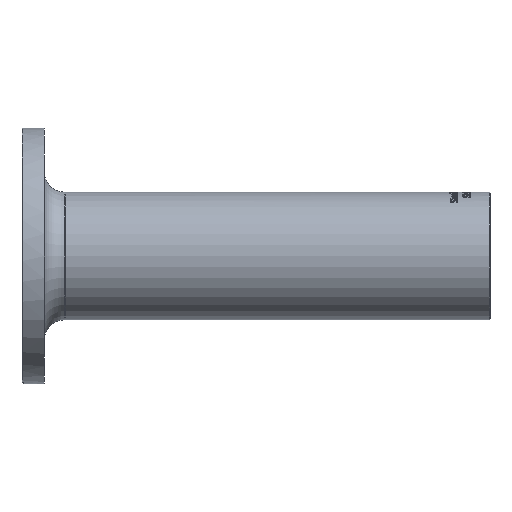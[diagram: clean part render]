
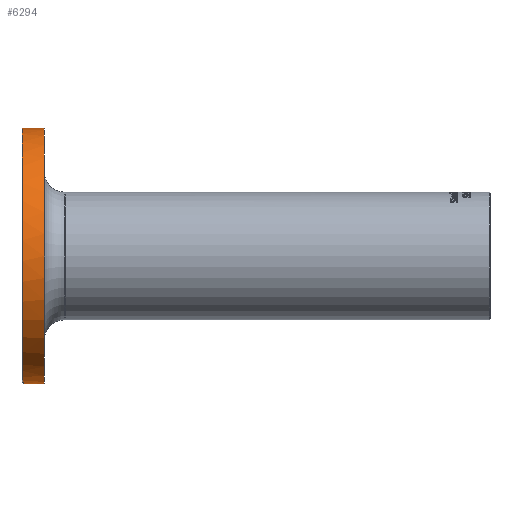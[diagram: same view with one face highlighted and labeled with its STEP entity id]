
A CAD part, front view. The second image highlights one B-rep face of the part: STEP entity #6294.
In plain terms, the highlighted cylindrical face has radius 19.05 mm (diameter 38.1 mm), a full revolution.
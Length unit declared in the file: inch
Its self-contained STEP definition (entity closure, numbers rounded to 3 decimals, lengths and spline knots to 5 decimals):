
#113=FACE_BOUND('',#1163,.T.);
#768=FACE_OUTER_BOUND('',#1162,.T.);
#1162=EDGE_LOOP('',(#5869,#5870));
#1163=EDGE_LOOP('',(#5871));
#1326=CIRCLE('',#6701,0.75);
#1327=CIRCLE('',#6703,0.75);
#2467=B_SPLINE_CURVE_WITH_KNOTS('',3,(#14680,#14681,#14682,#14683,#14684,
#14685,#14686,#14687,#14688,#14689,#14690,#14691,#14692,#14693,#14694,#14695,
#14696,#14697,#14698,#14699,#14700,#14701,#14702,#14703,#14704,#14705,#14706,
#14707,#14708,#14709,#14710,#14711,#14712,#14713,#14714,#14715,#14716,#14717,
#14718,#14719,#14720,#14721,#14722,#14723,#14724,#14725,#14726,#14727,#14728,
#14729,#14730,#14731,#14732,#14733,#14734,#14735,#14736,#14737,#14738,#14739,
#14740,#14741,#14742,#14743,#14744,#14745,#14746,#14747,#14748,#14749),
 .UNSPECIFIED.,.F.,.F.,(4,3,3,3,3,3,3,3,3,3,3,3,3,3,3,3,3,3,3,3,3,3,3,4),
(0.,0.47693,0.7461,0.95335,1.50018,
1.90723,2.12547,2.25625,2.86107,3.01988,
3.77338,3.81432,4.51855,4.76776,4.79666,
5.25587,5.7215,5.98475,6.67477,6.70338,
7.4078,7.62753,7.84501,8.23157),
 .UNSPECIFIED.);
#3089=VERTEX_POINT('',#13638);
#3090=VERTEX_POINT('',#14678);
#3091=VERTEX_POINT('',#14679);
#4016=EDGE_CURVE('',#3089,#3089,#1326,.T.);
#4017=EDGE_CURVE('',#3090,#3091,#2467,.T.);
#4023=EDGE_CURVE('',#3091,#3090,#1327,.T.);
#5869=ORIENTED_EDGE('',*,*,#4017,.T.);
#5870=ORIENTED_EDGE('',*,*,#4023,.T.);
#5871=ORIENTED_EDGE('',*,*,#4016,.F.);
#5922=CYLINDRICAL_SURFACE('',#6702,0.75);
#6294=ADVANCED_FACE('',(#768,#113),#5922,.T.);
#6701=AXIS2_PLACEMENT_3D('',#13639,#7929,#7930);
#6702=AXIS2_PLACEMENT_3D('',#15518,#7931,#7932);
#6703=AXIS2_PLACEMENT_3D('',#15519,#7933,#7934);
#7929=DIRECTION('center_axis',(1.,0.,0.));
#7930=DIRECTION('ref_axis',(0.,1.,0.));
#7931=DIRECTION('center_axis',(1.,0.,0.));
#7932=DIRECTION('ref_axis',(0.,1.,0.));
#7933=DIRECTION('center_axis',(1.,0.,0.));
#7934=DIRECTION('ref_axis',(0.,1.,0.));
#13638=CARTESIAN_POINT('',(0.13,0.75,0.));
#13639=CARTESIAN_POINT('Origin',(0.13,0.,0.));
#14678=CARTESIAN_POINT('',(0.,-0.67573,0.32541));
#14679=CARTESIAN_POINT('',(0.,0.5648,0.49345));
#14680=CARTESIAN_POINT('Ctrl Pts',(0.,-0.67573,
0.32541));
#14681=CARTESIAN_POINT('Ctrl Pts',(0.00062,-0.70288,
0.26902));
#14682=CARTESIAN_POINT('Ctrl Pts',(0.00114,-0.72277,
0.20959));
#14683=CARTESIAN_POINT('Ctrl Pts',(0.0016,-0.73513,
0.1485));
#14684=CARTESIAN_POINT('Ctrl Pts',(0.00186,-0.7421,
0.11403));
#14685=CARTESIAN_POINT('Ctrl Pts',(0.0021,-0.74666,
0.07903));
#14686=CARTESIAN_POINT('Ctrl Pts',(0.00233,-0.74875,
0.04377));
#14687=CARTESIAN_POINT('Ctrl Pts',(0.00251,-0.75035,
0.01661));
#14688=CARTESIAN_POINT('Ctrl Pts',(0.00267,-0.75048,
-0.01055));
#14689=CARTESIAN_POINT('Ctrl Pts',(0.00283,-0.74911,
-0.03761));
#14690=CARTESIAN_POINT('Ctrl Pts',(0.00324,-0.7455,
-0.109));
#14691=CARTESIAN_POINT('Ctrl Pts',(0.0036,-0.73158,
-0.17963));
#14692=CARTESIAN_POINT('Ctrl Pts',(0.00391,-0.70794,
-0.2474));
#14693=CARTESIAN_POINT('Ctrl Pts',(0.00415,-0.69035,
-0.29784));
#14694=CARTESIAN_POINT('Ctrl Pts',(0.00436,-0.66753,
-0.34616));
#14695=CARTESIAN_POINT('Ctrl Pts',(0.00455,-0.6398,
-0.39149));
#14696=CARTESIAN_POINT('Ctrl Pts',(0.00465,-0.62493,
-0.41579));
#14697=CARTESIAN_POINT('Ctrl Pts',(0.00474,-0.60864,
-0.43924));
#14698=CARTESIAN_POINT('Ctrl Pts',(0.00483,-0.59104,
-0.46172));
#14699=CARTESIAN_POINT('Ctrl Pts',(0.00488,-0.58049,
-0.4752));
#14700=CARTESIAN_POINT('Ctrl Pts',(0.00494,-0.56946,
-0.48833));
#14701=CARTESIAN_POINT('Ctrl Pts',(0.00498,-0.55798,
-0.50109));
#14702=CARTESIAN_POINT('Ctrl Pts',(0.00521,-0.5049,
-0.56012));
#14703=CARTESIAN_POINT('Ctrl Pts',(0.0054,-0.44298,
-0.61042));
#14704=CARTESIAN_POINT('Ctrl Pts',(0.00555,-0.37445,
-0.64991));
#14705=CARTESIAN_POINT('Ctrl Pts',(0.00559,-0.35645,
-0.66028));
#14706=CARTESIAN_POINT('Ctrl Pts',(0.00562,-0.338,
-0.6699));
#14707=CARTESIAN_POINT('Ctrl Pts',(0.00566,-0.31913,
-0.67874));
#14708=CARTESIAN_POINT('Ctrl Pts',(0.00582,-0.22961,
-0.72072));
#14709=CARTESIAN_POINT('Ctrl Pts',(0.00592,-0.13266,
-0.74479));
#14710=CARTESIAN_POINT('Ctrl Pts',(0.00597,-0.03391,
-0.7493));
#14711=CARTESIAN_POINT('Ctrl Pts',(0.00597,-0.02854,
-0.74954));
#14712=CARTESIAN_POINT('Ctrl Pts',(0.00597,-0.02318,
-0.74973));
#14713=CARTESIAN_POINT('Ctrl Pts',(0.00598,-0.01781,
-0.74986));
#14714=CARTESIAN_POINT('Ctrl Pts',(0.00602,0.07447,
-0.75205));
#14715=CARTESIAN_POINT('Ctrl Pts',(0.00601,0.16644,
-0.73701));
#14716=CARTESIAN_POINT('Ctrl Pts',(0.00596,0.25346,
-0.70586));
#14717=CARTESIAN_POINT('Ctrl Pts',(0.00594,0.28425,
-0.69484));
#14718=CARTESIAN_POINT('Ctrl Pts',(0.00592,0.31423,
-0.68185));
#14719=CARTESIAN_POINT('Ctrl Pts',(0.00588,0.34318,
-0.66696));
#14720=CARTESIAN_POINT('Ctrl Pts',(0.00588,0.34654,
-0.66523));
#14721=CARTESIAN_POINT('Ctrl Pts',(0.00588,0.34988,
-0.66347));
#14722=CARTESIAN_POINT('Ctrl Pts',(0.00587,0.35321,
-0.6617));
#14723=CARTESIAN_POINT('Ctrl Pts',(0.00581,0.40612,
-0.63343));
#14724=CARTESIAN_POINT('Ctrl Pts',(0.00573,0.45553,
-0.59877));
#14725=CARTESIAN_POINT('Ctrl Pts',(0.00563,0.50043,
-0.55855));
#14726=CARTESIAN_POINT('Ctrl Pts',(0.00552,0.54595,
-0.51777));
#14727=CARTESIAN_POINT('Ctrl Pts',(0.0054,0.5863,
-0.47174));
#14728=CARTESIAN_POINT('Ctrl Pts',(0.00525,0.62048,
-0.42142));
#14729=CARTESIAN_POINT('Ctrl Pts',(0.00516,0.6398,
-0.39297));
#14730=CARTESIAN_POINT('Ctrl Pts',(0.00507,0.65715,
-0.36313));
#14731=CARTESIAN_POINT('Ctrl Pts',(0.00497,0.67242,
-0.33214));
#14732=CARTESIAN_POINT('Ctrl Pts',(0.0047,0.71244,
-0.25091));
#14733=CARTESIAN_POINT('Ctrl Pts',(0.00439,0.73766,
-0.16317));
#14734=CARTESIAN_POINT('Ctrl Pts',(0.004,0.74648,
-0.07313));
#14735=CARTESIAN_POINT('Ctrl Pts',(0.00399,0.74685,
-0.0694));
#14736=CARTESIAN_POINT('Ctrl Pts',(0.00397,0.74719,
-0.06566));
#14737=CARTESIAN_POINT('Ctrl Pts',(0.00395,0.74749,
-0.06192));
#14738=CARTESIAN_POINT('Ctrl Pts',(0.00355,0.7551,
0.03019));
#14739=CARTESIAN_POINT('Ctrl Pts',(0.00309,0.7455,
0.12295));
#14740=CARTESIAN_POINT('Ctrl Pts',(0.00252,0.7195,
0.21167));
#14741=CARTESIAN_POINT('Ctrl Pts',(0.00234,0.7114,
0.23934));
#14742=CARTESIAN_POINT('Ctrl Pts',(0.00216,0.70171,
0.2665));
#14743=CARTESIAN_POINT('Ctrl Pts',(0.00196,0.69047,
0.29299));
#14744=CARTESIAN_POINT('Ctrl Pts',(0.00176,0.67934,
0.31921));
#14745=CARTESIAN_POINT('Ctrl Pts',(0.00155,0.66669,
0.34479));
#14746=CARTESIAN_POINT('Ctrl Pts',(0.00133,0.6526,
0.36961));
#14747=CARTESIAN_POINT('Ctrl Pts',(0.00094,0.62756,
0.41372));
#14748=CARTESIAN_POINT('Ctrl Pts',(0.0005,0.59812,
0.4552));
#14749=CARTESIAN_POINT('Ctrl Pts',(0.,0.56476,
0.49343));
#15518=CARTESIAN_POINT('Origin',(0.065,0.,0.));
#15519=CARTESIAN_POINT('Origin',(0.,0.,0.));
